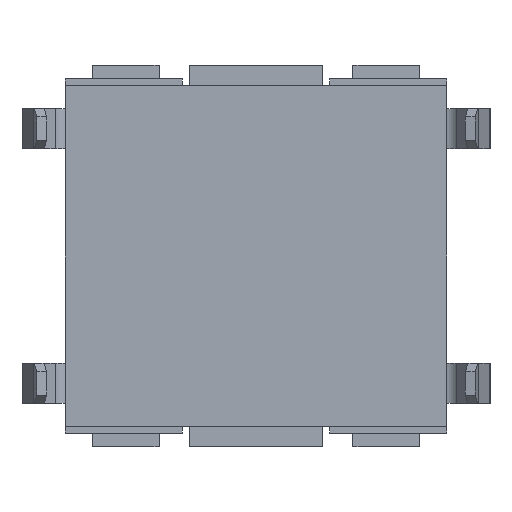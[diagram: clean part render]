
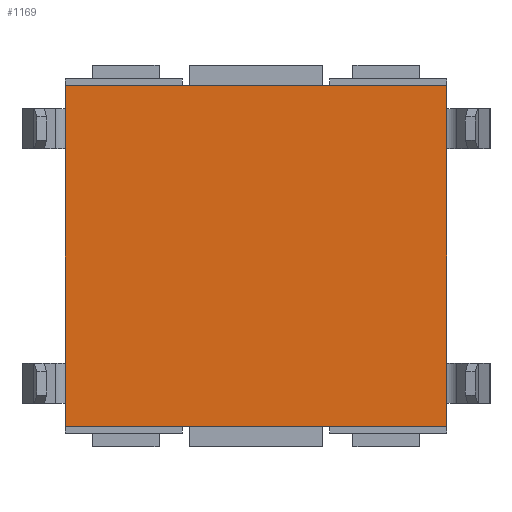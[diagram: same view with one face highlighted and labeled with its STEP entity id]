
A CAD part, front view. The second image highlights one B-rep face of the part: STEP entity #1169.
In plain terms, the highlighted planar face has unit normal (0, -1, 0).
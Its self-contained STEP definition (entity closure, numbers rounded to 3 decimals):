
#23 = VERTEX_POINT ( 'NONE', #1311 ) ;
#26 = EDGE_CURVE ( 'NONE', #150, #23, #1310, .T. ) ;
#150 = VERTEX_POINT ( 'NONE', #1524 ) ;
#1035 = VERTEX_POINT ( 'NONE', #2994 ) ;
#1084 = EDGE_CURVE ( 'NONE', #1035, #23, #3046, .T. ) ;
#1102 = EDGE_CURVE ( 'NONE', #1873, #150, #3077, .T. ) ;
#1169 = ADVANCED_FACE ( 'NONE', ( #3215 ), #3214, .T. ) ;
#1170 = EDGE_LOOP ( 'NONE', ( #1171, #1172, #1173, #1174 ) ) ;
#1171 = ORIENTED_EDGE ( 'NONE', *, *, #1084, .T. ) ;
#1172 = ORIENTED_EDGE ( 'NONE', *, *, #26, .F. ) ;
#1173 = ORIENTED_EDGE ( 'NONE', *, *, #1102, .F. ) ;
#1174 = ORIENTED_EDGE ( 'NONE', *, *, #4675, .F. ) ;
#1307 = DIRECTION ( 'NONE',  ( 0., 0., -1. ) ) ;
#1308 = VECTOR ( 'NONE', #1307, 1000. ) ;
#1309 = CARTESIAN_POINT ( 'NONE',  ( 5.7, 0., 0. ) ) ;
#1310 = LINE ( 'NONE', #1309, #1308 ) ;
#1311 = CARTESIAN_POINT ( 'NONE',  ( 5.7, 0., -5.1 ) ) ;
#1524 = CARTESIAN_POINT ( 'NONE',  ( 5.7, 0., 5.1 ) ) ;
#1873 = VERTEX_POINT ( 'NONE', #3423 ) ;
#2994 = CARTESIAN_POINT ( 'NONE',  ( -5.7, 0., -5.1 ) ) ;
#3043 = DIRECTION ( 'NONE',  ( 1., 0., 0. ) ) ;
#3044 = VECTOR ( 'NONE', #3043, 1000. ) ;
#3045 = CARTESIAN_POINT ( 'NONE',  ( -5.7, 0., -5.1 ) ) ;
#3046 = LINE ( 'NONE', #3045, #3044 ) ;
#3074 = DIRECTION ( 'NONE',  ( 1., 0., 0. ) ) ;
#3075 = VECTOR ( 'NONE', #3074, 1000. ) ;
#3076 = CARTESIAN_POINT ( 'NONE',  ( 5.7, 0., 5.1 ) ) ;
#3077 = LINE ( 'NONE', #3076, #3075 ) ;
#3209 = DIRECTION ( 'NONE',  ( 0., 0., -1. ) ) ;
#3210 = DIRECTION ( 'NONE',  ( 0., -1., 0. ) ) ;
#3211 = CARTESIAN_POINT ( 'NONE',  ( 5.7, 0., 5.1 ) ) ;
#3213 = AXIS2_PLACEMENT_3D ( 'NONE', #3211, #3210, #3209 ) ;
#3214 = PLANE ( 'NONE',  #3213 ) ;
#3215 = FACE_OUTER_BOUND ( 'NONE', #1170, .T. ) ;
#3423 = CARTESIAN_POINT ( 'NONE',  ( -5.7, 0., 5.1 ) ) ;
#4025 = DIRECTION ( 'NONE',  ( 0., 0., 1. ) ) ;
#4026 = VECTOR ( 'NONE', #4025, 1000. ) ;
#4027 = CARTESIAN_POINT ( 'NONE',  ( -5.7, 0., 0. ) ) ;
#4028 = LINE ( 'NONE', #4027, #4026 ) ;
#4675 = EDGE_CURVE ( 'NONE', #1035, #1873, #4028, .T. ) ;
